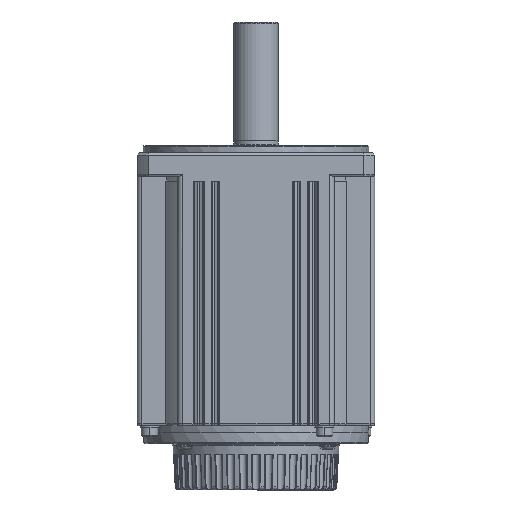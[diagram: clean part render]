
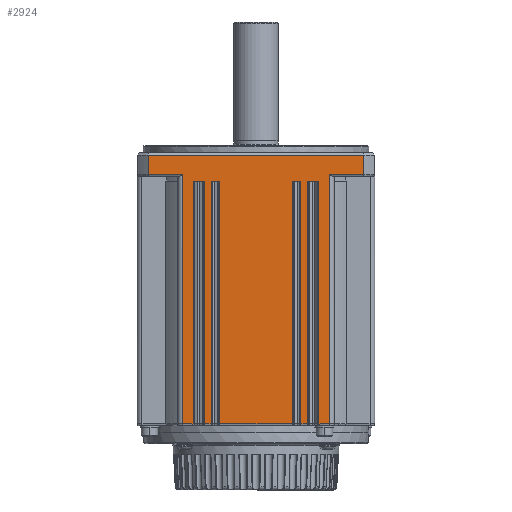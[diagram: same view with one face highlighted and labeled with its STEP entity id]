
A CAD part, left-side view. The second image highlights one B-rep face of the part: STEP entity #2924.
In plain terms, the highlighted planar face has unit normal (-1, 0, 0).
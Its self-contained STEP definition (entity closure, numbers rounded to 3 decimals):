
#2211=CARTESIAN_POINT('',(-50.,-198.346,17.55));
#2212=VERTEX_POINT('',#2211);
#2220=CARTESIAN_POINT('',(-50.,-107.654,17.55));
#2221=VERTEX_POINT('',#2220);
#2222=CARTESIAN_POINT('',(-50.,-107.654,17.55));
#2223=DIRECTION('',(0.,-1.,0.));
#2224=VECTOR('',#2223,90.692);
#2225=LINE('',#2222,#2224);
#2226=EDGE_CURVE('',#2221,#2212,#2225,.T.);
#2734=CARTESIAN_POINT('',(-50.,-153.,-39.075));
#2735=DIRECTION('',(0.,-1.,0.));
#2736=DIRECTION('',(-1.,0.,0.));
#2737=AXIS2_PLACEMENT_3D('',#2734,#2736,#2735);
#2738=PLANE('',#2737);
#2739=ORIENTED_EDGE('',*,*,#2226,.F.);
#2740=CARTESIAN_POINT('',(-50.,-107.654,9.35));
#2741=VERTEX_POINT('',#2740);
#2742=CARTESIAN_POINT('',(-50.,-107.654,17.55));
#2743=DIRECTION('',(0.,0.,-1.));
#2744=VECTOR('',#2743,8.2);
#2745=LINE('',#2742,#2744);
#2746=EDGE_CURVE('',#2221,#2741,#2745,.T.);
#2747=ORIENTED_EDGE('',*,*,#2746,.T.);
#2748=CARTESIAN_POINT('',(-50.,-122.,9.35));
#2749=VERTEX_POINT('',#2748);
#2750=CARTESIAN_POINT('',(-50.,-122.,9.35));
#2751=DIRECTION('',(0.,1.,0.));
#2752=VECTOR('',#2751,14.346);
#2753=LINE('',#2750,#2752);
#2754=EDGE_CURVE('',#2749,#2741,#2753,.T.);
#2755=ORIENTED_EDGE('',*,*,#2754,.F.);
#2756=CARTESIAN_POINT('',(-50.,-122.,-95.7));
#2757=VERTEX_POINT('',#2756);
#2758=CARTESIAN_POINT('',(-50.,-122.,-95.7));
#2759=DIRECTION('',(0.,0.,1.));
#2760=VECTOR('',#2759,105.05);
#2761=LINE('',#2758,#2760);
#2762=EDGE_CURVE('',#2757,#2749,#2761,.T.);
#2763=ORIENTED_EDGE('',*,*,#2762,.F.);
#2764=CARTESIAN_POINT('',(-50.,-126.475,-95.7));
#2765=VERTEX_POINT('',#2764);
#2766=CARTESIAN_POINT('',(-50.,-126.475,-95.7));
#2767=DIRECTION('',(0.,1.,0.));
#2768=VECTOR('',#2767,4.475);
#2769=LINE('',#2766,#2768);
#2770=EDGE_CURVE('',#2765,#2757,#2769,.T.);
#2771=ORIENTED_EDGE('',*,*,#2770,.F.);
#2772=CARTESIAN_POINT('',(-50.,-126.475,6.55));
#2773=VERTEX_POINT('',#2772);
#2774=CARTESIAN_POINT('',(-50.,-126.475,6.55));
#2775=DIRECTION('',(0.,0.,-1.));
#2776=VECTOR('',#2775,102.25);
#2777=LINE('',#2774,#2776);
#2778=EDGE_CURVE('',#2773,#2765,#2777,.T.);
#2779=ORIENTED_EDGE('',*,*,#2778,.F.);
#2780=CARTESIAN_POINT('',(-50.,-131.329,6.55));
#2781=VERTEX_POINT('',#2780);
#2782=CARTESIAN_POINT('',(-50.,-131.329,6.55));
#2783=DIRECTION('',(0.,1.,0.));
#2784=VECTOR('',#2783,4.854);
#2785=LINE('',#2782,#2784);
#2786=EDGE_CURVE('',#2781,#2773,#2785,.T.);
#2787=ORIENTED_EDGE('',*,*,#2786,.F.);
#2788=CARTESIAN_POINT('',(-50.,-131.329,-95.7));
#2789=VERTEX_POINT('',#2788);
#2790=CARTESIAN_POINT('',(-50.,-131.329,-95.7));
#2791=DIRECTION('',(0.,0.,1.));
#2792=VECTOR('',#2791,102.25);
#2793=LINE('',#2790,#2792);
#2794=EDGE_CURVE('',#2789,#2781,#2793,.T.);
#2795=ORIENTED_EDGE('',*,*,#2794,.F.);
#2796=CARTESIAN_POINT('',(-50.,-134.136,-95.7));
#2797=VERTEX_POINT('',#2796);
#2798=CARTESIAN_POINT('',(-50.,-134.136,-95.7));
#2799=DIRECTION('',(0.,1.,0.));
#2800=VECTOR('',#2799,2.808);
#2801=LINE('',#2798,#2800);
#2802=EDGE_CURVE('',#2797,#2789,#2801,.T.);
#2803=ORIENTED_EDGE('',*,*,#2802,.F.);
#2804=CARTESIAN_POINT('',(-50.,-134.136,6.55));
#2805=VERTEX_POINT('',#2804);
#2806=CARTESIAN_POINT('',(-50.,-134.136,6.55));
#2807=DIRECTION('',(0.,0.,-1.));
#2808=VECTOR('',#2807,102.25);
#2809=LINE('',#2806,#2808);
#2810=EDGE_CURVE('',#2805,#2797,#2809,.T.);
#2811=ORIENTED_EDGE('',*,*,#2810,.F.);
#2812=CARTESIAN_POINT('',(-50.,-137.815,6.55));
#2813=VERTEX_POINT('',#2812);
#2814=CARTESIAN_POINT('',(-50.,-137.815,6.55));
#2815=DIRECTION('',(0.,1.,0.));
#2816=VECTOR('',#2815,3.678);
#2817=LINE('',#2814,#2816);
#2818=EDGE_CURVE('',#2813,#2805,#2817,.T.);
#2819=ORIENTED_EDGE('',*,*,#2818,.F.);
#2820=CARTESIAN_POINT('',(-50.,-137.815,-95.7));
#2821=VERTEX_POINT('',#2820);
#2822=CARTESIAN_POINT('',(-50.,-137.815,-95.7));
#2823=DIRECTION('',(0.,0.,1.));
#2824=VECTOR('',#2823,102.25);
#2825=LINE('',#2822,#2824);
#2826=EDGE_CURVE('',#2821,#2813,#2825,.T.);
#2827=ORIENTED_EDGE('',*,*,#2826,.F.);
#2828=CARTESIAN_POINT('',(-50.,-168.185,-95.7));
#2829=VERTEX_POINT('',#2828);
#2830=CARTESIAN_POINT('',(-50.,-168.185,-95.7));
#2831=DIRECTION('',(0.,1.,0.));
#2832=VECTOR('',#2831,30.371);
#2833=LINE('',#2830,#2832);
#2834=EDGE_CURVE('',#2829,#2821,#2833,.T.);
#2835=ORIENTED_EDGE('',*,*,#2834,.F.);
#2836=CARTESIAN_POINT('',(-50.,-168.185,6.55));
#2837=VERTEX_POINT('',#2836);
#2838=CARTESIAN_POINT('',(-50.,-168.185,6.55));
#2839=DIRECTION('',(0.,0.,-1.));
#2840=VECTOR('',#2839,102.25);
#2841=LINE('',#2838,#2840);
#2842=EDGE_CURVE('',#2837,#2829,#2841,.T.);
#2843=ORIENTED_EDGE('',*,*,#2842,.F.);
#2844=CARTESIAN_POINT('',(-50.,-171.864,6.55));
#2845=VERTEX_POINT('',#2844);
#2846=CARTESIAN_POINT('',(-50.,-171.864,6.55));
#2847=DIRECTION('',(0.,1.,0.));
#2848=VECTOR('',#2847,3.678);
#2849=LINE('',#2846,#2848);
#2850=EDGE_CURVE('',#2845,#2837,#2849,.T.);
#2851=ORIENTED_EDGE('',*,*,#2850,.F.);
#2852=CARTESIAN_POINT('',(-50.,-171.864,-95.7));
#2853=VERTEX_POINT('',#2852);
#2854=CARTESIAN_POINT('',(-50.,-171.864,-95.7));
#2855=DIRECTION('',(0.,0.,1.));
#2856=VECTOR('',#2855,102.25);
#2857=LINE('',#2854,#2856);
#2858=EDGE_CURVE('',#2853,#2845,#2857,.T.);
#2859=ORIENTED_EDGE('',*,*,#2858,.F.);
#2860=CARTESIAN_POINT('',(-50.,-174.671,-95.7));
#2861=VERTEX_POINT('',#2860);
#2862=CARTESIAN_POINT('',(-50.,-174.671,-95.7));
#2863=DIRECTION('',(0.,1.,0.));
#2864=VECTOR('',#2863,2.808);
#2865=LINE('',#2862,#2864);
#2866=EDGE_CURVE('',#2861,#2853,#2865,.T.);
#2867=ORIENTED_EDGE('',*,*,#2866,.F.);
#2868=CARTESIAN_POINT('',(-50.,-174.671,6.55));
#2869=VERTEX_POINT('',#2868);
#2870=CARTESIAN_POINT('',(-50.,-174.671,6.55));
#2871=DIRECTION('',(0.,0.,-1.));
#2872=VECTOR('',#2871,102.25);
#2873=LINE('',#2870,#2872);
#2874=EDGE_CURVE('',#2869,#2861,#2873,.T.);
#2875=ORIENTED_EDGE('',*,*,#2874,.F.);
#2876=CARTESIAN_POINT('',(-50.,-179.525,6.55));
#2877=VERTEX_POINT('',#2876);
#2878=CARTESIAN_POINT('',(-50.,-179.525,6.55));
#2879=DIRECTION('',(0.,1.,0.));
#2880=VECTOR('',#2879,4.854);
#2881=LINE('',#2878,#2880);
#2882=EDGE_CURVE('',#2877,#2869,#2881,.T.);
#2883=ORIENTED_EDGE('',*,*,#2882,.F.);
#2884=CARTESIAN_POINT('',(-50.,-179.525,-95.7));
#2885=VERTEX_POINT('',#2884);
#2886=CARTESIAN_POINT('',(-50.,-179.525,-95.7));
#2887=DIRECTION('',(0.,0.,1.));
#2888=VECTOR('',#2887,102.25);
#2889=LINE('',#2886,#2888);
#2890=EDGE_CURVE('',#2885,#2877,#2889,.T.);
#2891=ORIENTED_EDGE('',*,*,#2890,.F.);
#2892=CARTESIAN_POINT('',(-50.,-184.,-95.7));
#2893=VERTEX_POINT('',#2892);
#2894=CARTESIAN_POINT('',(-50.,-184.,-95.7));
#2895=DIRECTION('',(0.,1.,0.));
#2896=VECTOR('',#2895,4.475);
#2897=LINE('',#2894,#2896);
#2898=EDGE_CURVE('',#2893,#2885,#2897,.T.);
#2899=ORIENTED_EDGE('',*,*,#2898,.F.);
#2900=CARTESIAN_POINT('',(-50.,-184.,9.35));
#2901=VERTEX_POINT('',#2900);
#2902=CARTESIAN_POINT('',(-50.,-184.,9.35));
#2903=DIRECTION('',(0.,0.,-1.));
#2904=VECTOR('',#2903,105.05);
#2905=LINE('',#2902,#2904);
#2906=EDGE_CURVE('',#2901,#2893,#2905,.T.);
#2907=ORIENTED_EDGE('',*,*,#2906,.F.);
#2908=CARTESIAN_POINT('',(-50.,-198.346,9.35));
#2909=VERTEX_POINT('',#2908);
#2910=CARTESIAN_POINT('',(-50.,-198.346,9.35));
#2911=DIRECTION('',(0.,1.,0.));
#2912=VECTOR('',#2911,14.346);
#2913=LINE('',#2910,#2912);
#2914=EDGE_CURVE('',#2909,#2901,#2913,.T.);
#2915=ORIENTED_EDGE('',*,*,#2914,.F.);
#2916=CARTESIAN_POINT('',(-50.,-198.346,9.35));
#2917=DIRECTION('',(0.,0.,1.));
#2918=VECTOR('',#2917,8.2);
#2919=LINE('',#2916,#2918);
#2920=EDGE_CURVE('',#2909,#2212,#2919,.T.);
#2921=ORIENTED_EDGE('',*,*,#2920,.T.);
#2922=EDGE_LOOP('',(#2739,#2747,#2755,#2763,#2771,#2779,#2787,#2795,#2803,#2811,#2819,#2827,#2835,#2843,#2851,#2859,#2867,#2875,#2883,#2891,#2899,#2907,#2915,#2921));
#2923=FACE_OUTER_BOUND('',#2922,.T.);
#2924=ADVANCED_FACE('',(#2923),#2738,.T.);
